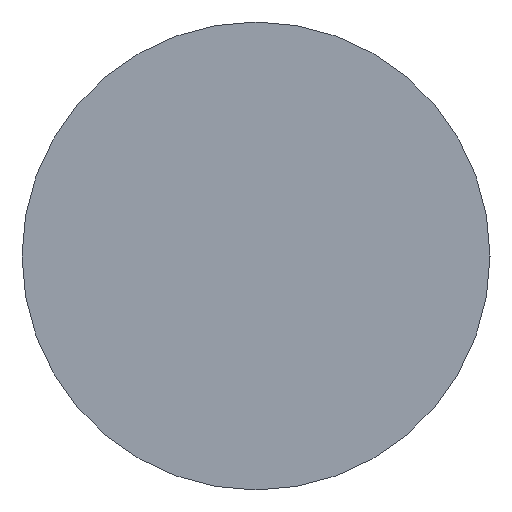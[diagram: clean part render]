
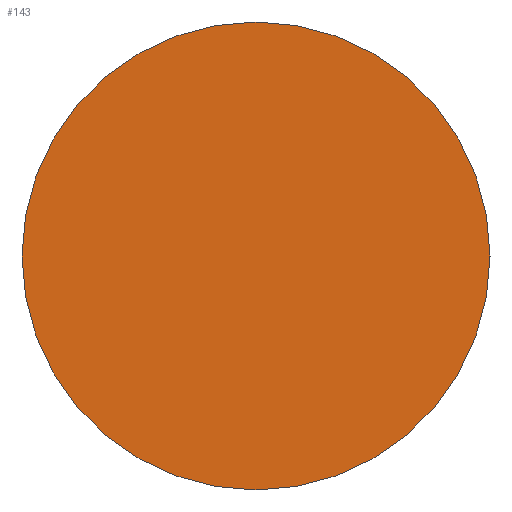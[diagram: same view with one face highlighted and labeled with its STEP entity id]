
A CAD part, left-side view. The second image highlights one B-rep face of the part: STEP entity #143.
In plain terms, the highlighted planar face has unit normal (-1, 0, 0).
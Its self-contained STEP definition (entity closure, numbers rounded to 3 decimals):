
#8 = FACE_OUTER_BOUND ( 'NONE', #88, .T. ) ;
#21 = DIRECTION ( 'NONE',  ( -1., 0., 0. ) ) ;
#23 = CARTESIAN_POINT ( 'NONE',  ( 57.546, 34.689, 0. ) ) ;
#28 = CIRCLE ( 'NONE', #154, 6.25 ) ;
#31 = EDGE_CURVE ( 'NONE', #128, #184, #28, .T. ) ;
#48 = DIRECTION ( 'NONE',  ( 0., 0., 1. ) ) ;
#49 = CARTESIAN_POINT ( 'NONE',  ( 57.546, 34.689, 0. ) ) ;
#53 = ORIENTED_EDGE ( 'NONE', *, *, #31, .T. ) ;
#57 = CARTESIAN_POINT ( 'NONE',  ( 57.546, 34.689, 6.25 ) ) ;
#65 = AXIS2_PLACEMENT_3D ( 'NONE', #49, #181, #153 ) ;
#66 = ORIENTED_EDGE ( 'NONE', *, *, #152, .T. ) ;
#88 = EDGE_LOOP ( 'NONE', ( #66, #53 ) ) ;
#90 = CARTESIAN_POINT ( 'NONE',  ( 57.546, 34.689, 0. ) ) ;
#95 = PLANE ( 'NONE',  #65 ) ;
#113 = AXIS2_PLACEMENT_3D ( 'NONE', #23, #178, #125 ) ;
#125 = DIRECTION ( 'NONE',  ( 0., 0., 1. ) ) ;
#128 = VERTEX_POINT ( 'NONE', #161 ) ;
#131 = CIRCLE ( 'NONE', #113, 6.25 ) ;
#143 = ADVANCED_FACE ( 'NONE', ( #8 ), #95, .F. ) ;
#152 = EDGE_CURVE ( 'NONE', #184, #128, #131, .T. ) ;
#153 = DIRECTION ( 'NONE',  ( 0., 0., -1. ) ) ;
#154 = AXIS2_PLACEMENT_3D ( 'NONE', #90, #21, #48 ) ;
#161 = CARTESIAN_POINT ( 'NONE',  ( 57.546, 34.689, -6.25 ) ) ;
#178 = DIRECTION ( 'NONE',  ( -1., 0., 0. ) ) ;
#181 = DIRECTION ( 'NONE',  ( 1., 0., 0. ) ) ;
#184 = VERTEX_POINT ( 'NONE', #57 ) ;
